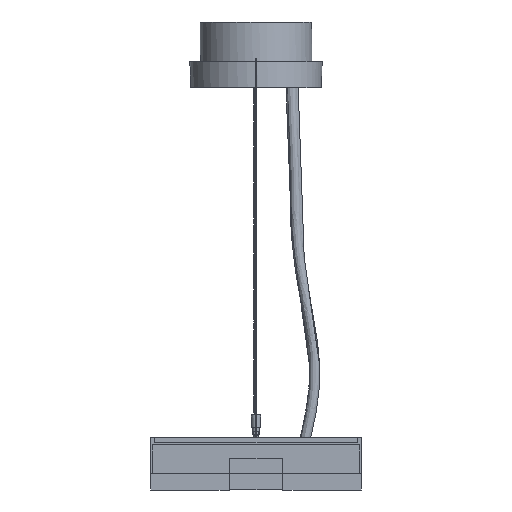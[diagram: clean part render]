
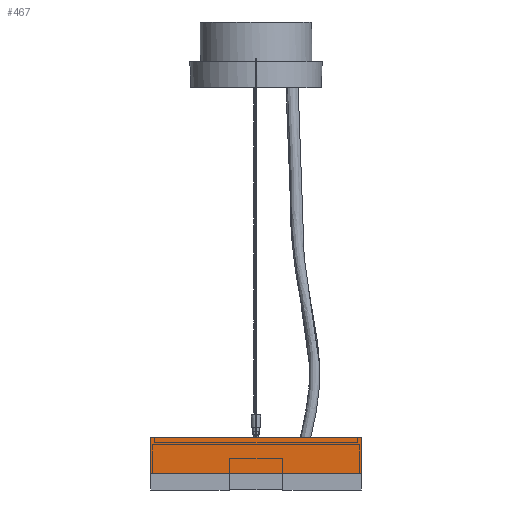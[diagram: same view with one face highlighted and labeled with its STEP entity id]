
A CAD part, front view. The second image highlights one B-rep face of the part: STEP entity #467.
In plain terms, the highlighted planar face has unit normal (0, -1, 0).
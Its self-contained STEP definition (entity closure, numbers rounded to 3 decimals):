
#467=ADVANCED_FACE($,(#596),#2072,.T.);
#596=FACE_OUTER_BOUND($,#728,.T.);
#728=EDGE_LOOP($,(#1207,#1208,#1209,#1210));
#1207=ORIENTED_EDGE($,*,*,#1643,.T.);
#1208=ORIENTED_EDGE($,*,*,#1628,.F.);
#1209=ORIENTED_EDGE($,*,*,#1642,.F.);
#1210=ORIENTED_EDGE($,*,*,#1635,.T.);
#1628=EDGE_CURVE($,#1940,#1939,#2213,.T.);
#1635=EDGE_CURVE($,#1946,#1947,#2220,.T.);
#1642=EDGE_CURVE($,#1946,#1940,#2227,.T.);
#1643=EDGE_CURVE($,#1947,#1939,#2228,.T.);
#1939=VERTEX_POINT($,#4538);
#1940=VERTEX_POINT($,#4539);
#1946=VERTEX_POINT($,#4545);
#1947=VERTEX_POINT($,#4546);
#2072=PLANE($,#2400);
#2213=B_SPLINE_CURVE_WITH_KNOTS($,1,(#4458,#4459),.UNSPECIFIED.,.F.,.F.,
(2,2),(20.122,47.622),.UNSPECIFIED.);
#2220=B_SPLINE_CURVE_WITH_KNOTS($,3,(#4478,#4479,#4480,#4481),.UNSPECIFIED.,
.F.,.F.,(4,4),(0.,27.5),.UNSPECIFIED.);
#2227=B_SPLINE_CURVE_WITH_KNOTS($,1,(#4502,#4503),.UNSPECIFIED.,.F.,.F.,
(2,2),(-160.,0.),.UNSPECIFIED.);
#2228=B_SPLINE_CURVE_WITH_KNOTS($,1,(#4504,#4505),.UNSPECIFIED.,.F.,.F.,
(2,2),(-160.,0.),.UNSPECIFIED.);
#2400=AXIS2_PLACEMENT_3D($,#4522,#2465,$);
#2465=DIRECTION($,(0.,-1.,0.));
#4458=CARTESIAN_POINT($,(82.,-596.166,43.366));
#4459=CARTESIAN_POINT($,(82.,-596.166,15.866));
#4478=CARTESIAN_POINT($,(-78.,-596.166,43.366));
#4479=CARTESIAN_POINT($,(-78.,-596.166,34.199));
#4480=CARTESIAN_POINT($,(-78.,-596.166,25.032));
#4481=CARTESIAN_POINT($,(-78.,-596.166,15.866));
#4502=CARTESIAN_POINT($,(-78.,-596.166,43.366));
#4503=CARTESIAN_POINT($,(82.,-596.166,43.366));
#4504=CARTESIAN_POINT($,(-78.,-596.166,15.866));
#4505=CARTESIAN_POINT($,(82.,-596.166,15.866));
#4522=CARTESIAN_POINT($,(82.,-596.166,15.866));
#4538=CARTESIAN_POINT($,(82.,-596.166,15.866));
#4539=CARTESIAN_POINT($,(82.,-596.166,43.366));
#4545=CARTESIAN_POINT($,(-78.,-596.166,43.366));
#4546=CARTESIAN_POINT($,(-78.,-596.166,15.866));
